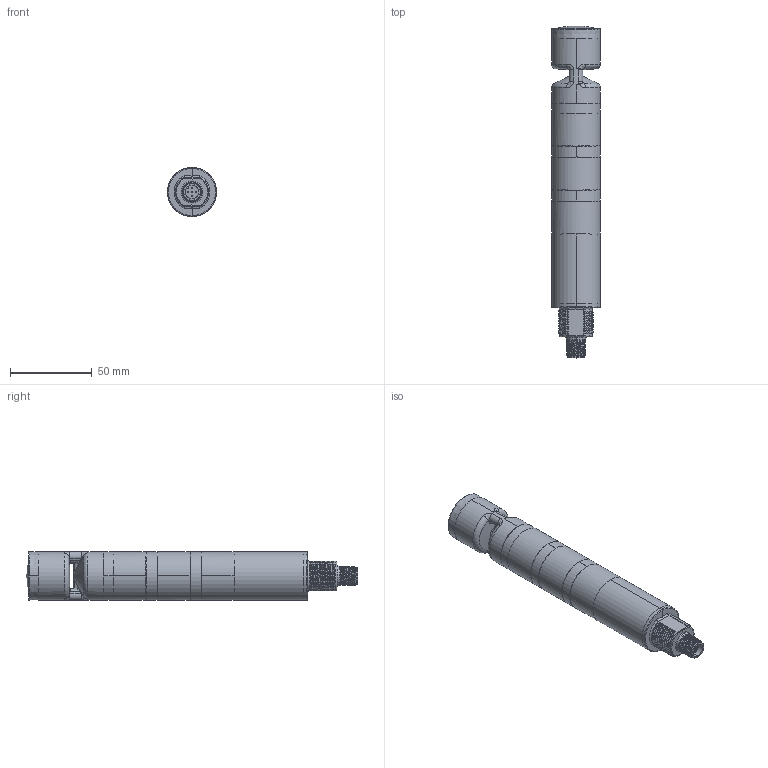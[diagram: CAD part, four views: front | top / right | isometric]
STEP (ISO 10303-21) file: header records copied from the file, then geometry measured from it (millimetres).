
FILE_DESCRIPTION((''),'2;1');
FILE_NAME('204595_ASM','2018-05-09T',('pdmadmin'),('BANNER ENGINEERING'),'CREO PARAMETRIC BY PTC INC, 2016260','CREO PARAMETRIC BY PTC INC, 2016260','');
FILE_SCHEMA(('CONFIG_CONTROL_DESIGN'));
Length unit declared in the file: millimetre
Products named in the file (14): 201226; 201223; 202000; 41089; 204619_ASM; 201229; 204322; 201228; 202220; SOMMS_AUDIBLE_BUZZER; 201227; SOMMS_AUDIBLE_TL30_TWISTLOCK_ASM; 202221; 204595_ASM
Assembly tree (16 placements, depth 3):
  204595_ASM
    201226
    201223
    204619_ASM
      202000
      41089
    201229
    204322
    SOMMS_AUDIBLE_TL30_TWISTLOCK_ASM
      201228
      202220
      SOMMS_AUDIBLE_BUZZER
      201227
    202221  x4
Bounding box: 30 x 203.56 x 30 mm (x, y, z)
Volume: 60853.9 mm3; surface area: 51694.2 mm2
Topology: 14 solids, 14 shells, 1977 faces, 4678 edges, 2751 vertices
Faces by surface type: bspline 714, plane 405, cylinder 370, cone 191, torus 181, sphere 116
Entity records: 97352 total; most frequent: CARTESIAN_POINT 61542, ORIENTED_EDGE 8220, DIRECTION 6408, EDGE_CURVE 4110, AXIS2_PLACEMENT_3D 2733, VERTEX_POINT 2400, EDGE_LOOP 1814, FACE_OUTER_BOUND 1761
